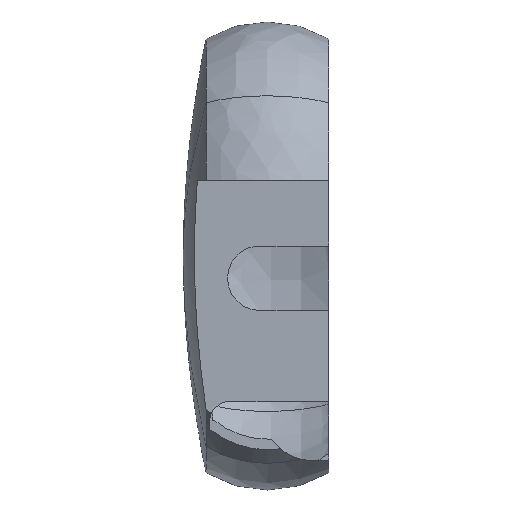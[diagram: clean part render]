
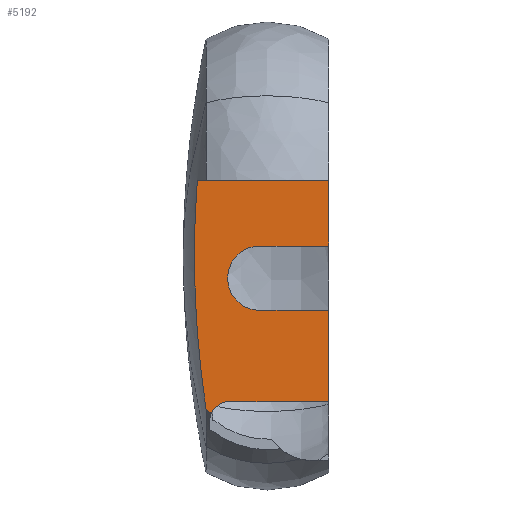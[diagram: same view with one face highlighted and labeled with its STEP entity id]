
A CAD part, left-side view. The second image highlights one B-rep face of the part: STEP entity #5192.
In plain terms, the highlighted planar face has unit normal (-1, 0, 0).
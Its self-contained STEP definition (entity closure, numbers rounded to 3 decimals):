
#31 = DIRECTION ( 'NONE',  ( 0., -1., 0. ) ) ;
#198 = CARTESIAN_POINT ( 'NONE',  ( -18.907, 16.2, -21.748 ) ) ;
#199 = CARTESIAN_POINT ( 'NONE',  ( -18.907, 17.356, 8.507 ) ) ;
#279 = CARTESIAN_POINT ( 'NONE',  ( -18.907, 15.535, -22.355 ) ) ;
#549 = CARTESIAN_POINT ( 'NONE',  ( -18.907, 17.356, 8.507 ) ) ;
#594 = CIRCLE ( 'NONE', #2048, 2.5 ) ;
#707 = DIRECTION ( 'NONE',  ( 0., 1., 0. ) ) ;
#717 = VECTOR ( 'NONE', #879, 1000. ) ;
#818 = CIRCLE ( 'NONE', #2121, 4.25 ) ;
#879 = DIRECTION ( 'NONE',  ( 0., 0., 1. ) ) ;
#929 = VECTOR ( 'NONE', #6456, 1000. ) ;
#990 = EDGE_CURVE ( 'NONE', #2433, #8543, #8297, .T. ) ;
#1032 = CARTESIAN_POINT ( 'NONE',  ( -18.907, 13.2, -20.748 ) ) ;
#1059 = LINE ( 'NONE', #4970, #929 ) ;
#1092 = ORIENTED_EDGE ( 'NONE', *, *, #5599, .T. ) ;
#1239 = CARTESIAN_POINT ( 'NONE',  ( -18.907, 17.672, 3.46 ) ) ;
#1379 = ORIENTED_EDGE ( 'NONE', *, *, #4468, .F. ) ;
#1532 = PLANE ( 'NONE',  #2306 ) ;
#1649 = DIRECTION ( 'NONE',  ( 1., 0., 0. ) ) ;
#2048 = AXIS2_PLACEMENT_3D ( 'NONE', #3035, #9260, #707 ) ;
#2089 = VERTEX_POINT ( 'NONE', #8514 ) ;
#2121 = AXIS2_PLACEMENT_3D ( 'NONE', #5519, #5400, #31 ) ;
#2209 = VERTEX_POINT ( 'NONE', #4802 ) ;
#2306 = AXIS2_PLACEMENT_3D ( 'NONE', #3982, #1649, #7772 ) ;
#2433 = VERTEX_POINT ( 'NONE', #3991 ) ;
#2538 = LINE ( 'NONE', #9536, #4405 ) ;
#2570 = CARTESIAN_POINT ( 'NONE',  ( -18.907, 13.2, -20.748 ) ) ;
#2849 = CARTESIAN_POINT ( 'NONE',  ( -18.907, 17.549, 5.985 ) ) ;
#2976 = VERTEX_POINT ( 'NONE', #279 ) ;
#3006 = CARTESIAN_POINT ( 'NONE',  ( -18.907, 9.1, -0.178 ) ) ;
#3035 = CARTESIAN_POINT ( 'NONE',  ( -18.907, 13.2, -23.248 ) ) ;
#3076 = EDGE_LOOP ( 'NONE', ( #5139, #9493, #5018, #8165, #1379, #6338, #9624, #1092, #4296, #8645 ) ) ;
#3131 = EDGE_CURVE ( 'NONE', #6330, #2089, #7877, .T. ) ;
#3982 = CARTESIAN_POINT ( 'NONE',  ( -18.907, 0., 0. ) ) ;
#3991 = CARTESIAN_POINT ( 'NONE',  ( -18.907, 0., -0.178 ) ) ;
#4296 = ORIENTED_EDGE ( 'NONE', *, *, #6930, .T. ) ;
#4389 = EDGE_CURVE ( 'NONE', #2089, #2976, #4839, .T. ) ;
#4405 = VECTOR ( 'NONE', #8068, 1000. ) ;
#4446 = VERTEX_POINT ( 'NONE', #7217 ) ;
#4468 = EDGE_CURVE ( 'NONE', #4446, #2209, #2538, .T. ) ;
#4495 = CARTESIAN_POINT ( 'NONE',  ( -18.907, 16.2, -21.748 ) ) ;
#4802 = CARTESIAN_POINT ( 'NONE',  ( -18.907, 0., -8.678 ) ) ;
#4839 = B_SPLINE_CURVE_WITH_KNOTS ( 'NONE', 3,
 ( #198, #5697, #5772, #9611 ),
 .UNSPECIFIED., .F., .F.,
 ( 4, 4 ),
 ( 0., 0.001 ),
 .UNSPECIFIED. ) ;
#4853 = LINE ( 'NONE', #7737, #717 ) ;
#4970 = CARTESIAN_POINT ( 'NONE',  ( -18.907, 0., 8.507 ) ) ;
#5018 = ORIENTED_EDGE ( 'NONE', *, *, #7050, .F. ) ;
#5139 = ORIENTED_EDGE ( 'NONE', *, *, #4389, .T. ) ;
#5192 = ADVANCED_FACE ( 'NONE', ( #9004 ), #1532, .F. ) ;
#5400 = DIRECTION ( 'NONE',  ( -1., 0., 0. ) ) ;
#5519 = CARTESIAN_POINT ( 'NONE',  ( -18.907, 9.1, -4.428 ) ) ;
#5599 = EDGE_CURVE ( 'NONE', #2433, #6847, #7162, .T. ) ;
#5697 = CARTESIAN_POINT ( 'NONE',  ( -18.907, 15.985, -21.959 ) ) ;
#5772 = CARTESIAN_POINT ( 'NONE',  ( -18.907, 15.763, -22.162 ) ) ;
#6227 = VECTOR ( 'NONE', #6823, 1000. ) ;
#6330 = VERTEX_POINT ( 'NONE', #549 ) ;
#6338 = ORIENTED_EDGE ( 'NONE', *, *, #9725, .F. ) ;
#6415 = CARTESIAN_POINT ( 'NONE',  ( -18.907, 0., -31.493 ) ) ;
#6456 = DIRECTION ( 'NONE',  ( 0., 1., 0. ) ) ;
#6694 = VECTOR ( 'NONE', #7265, 1000. ) ;
#6823 = DIRECTION ( 'NONE',  ( 0., 1., 0. ) ) ;
#6847 = VERTEX_POINT ( 'NONE', #8683 ) ;
#6930 = EDGE_CURVE ( 'NONE', #6847, #6330, #1059, .T. ) ;
#7050 = EDGE_CURVE ( 'NONE', #8527, #7061, #7404, .T. ) ;
#7061 = VERTEX_POINT ( 'NONE', #2570 ) ;
#7162 = LINE ( 'NONE', #6415, #6694 ) ;
#7197 = DIRECTION ( 'NONE',  ( 0., 1., 0. ) ) ;
#7217 = CARTESIAN_POINT ( 'NONE',  ( -18.907, 9.1, -8.678 ) ) ;
#7265 = DIRECTION ( 'NONE',  ( 0., 0., 1. ) ) ;
#7281 = VECTOR ( 'NONE', #7197, 1000. ) ;
#7404 = LINE ( 'NONE', #1032, #7281 ) ;
#7737 = CARTESIAN_POINT ( 'NONE',  ( -18.907, 0., -31.493 ) ) ;
#7772 = DIRECTION ( 'NONE',  ( 0., 0., -1. ) ) ;
#7877 = B_SPLINE_CURVE_WITH_KNOTS ( 'NONE', 3,
 ( #199, #2849, #1239, #8288, #9078, #9860, #10035, #9964, #8455, #4495 ),
 .UNSPECIFIED., .F., .F.,
 ( 4, 2, 2, 2, 4 ),
 ( 0., 0.008, 0.015, 0.023, 0.03 ),
 .UNSPECIFIED. ) ;
#8068 = DIRECTION ( 'NONE',  ( 0., -1., 0. ) ) ;
#8144 = EDGE_CURVE ( 'NONE', #8527, #2209, #4853, .T. ) ;
#8165 = ORIENTED_EDGE ( 'NONE', *, *, #8144, .T. ) ;
#8288 = CARTESIAN_POINT ( 'NONE',  ( -18.907, 17.767, -1.597 ) ) ;
#8297 = LINE ( 'NONE', #8507, #6227 ) ;
#8455 = CARTESIAN_POINT ( 'NONE',  ( -18.907, 16.566, -19.245 ) ) ;
#8483 = EDGE_CURVE ( 'NONE', #7061, #2976, #594, .T. ) ;
#8507 = CARTESIAN_POINT ( 'NONE',  ( -18.907, 0., -0.178 ) ) ;
#8514 = CARTESIAN_POINT ( 'NONE',  ( -18.907, 16.2, -21.748 ) ) ;
#8527 = VERTEX_POINT ( 'NONE', #9230 ) ;
#8543 = VERTEX_POINT ( 'NONE', #3006 ) ;
#8645 = ORIENTED_EDGE ( 'NONE', *, *, #3131, .T. ) ;
#8683 = CARTESIAN_POINT ( 'NONE',  ( -18.907, 0., 8.507 ) ) ;
#9004 = FACE_OUTER_BOUND ( 'NONE', #3076, .T. ) ;
#9078 = CARTESIAN_POINT ( 'NONE',  ( -18.907, 17.739, -4.126 ) ) ;
#9230 = CARTESIAN_POINT ( 'NONE',  ( -18.907, 0., -20.748 ) ) ;
#9260 = DIRECTION ( 'NONE',  ( -1., 0., 0. ) ) ;
#9493 = ORIENTED_EDGE ( 'NONE', *, *, #8483, .F. ) ;
#9536 = CARTESIAN_POINT ( 'NONE',  ( -18.907, 9.1, -8.678 ) ) ;
#9611 = CARTESIAN_POINT ( 'NONE',  ( -18.907, 15.535, -22.355 ) ) ;
#9624 = ORIENTED_EDGE ( 'NONE', *, *, #990, .F. ) ;
#9725 = EDGE_CURVE ( 'NONE', #8543, #4446, #818, .T. ) ;
#9860 = CARTESIAN_POINT ( 'NONE',  ( -18.907, 17.533, -9.179 ) ) ;
#9964 = CARTESIAN_POINT ( 'NONE',  ( -18.907, 16.873, -16.736 ) ) ;
#10035 = CARTESIAN_POINT ( 'NONE',  ( -18.907, 17.357, -11.702 ) ) ;
